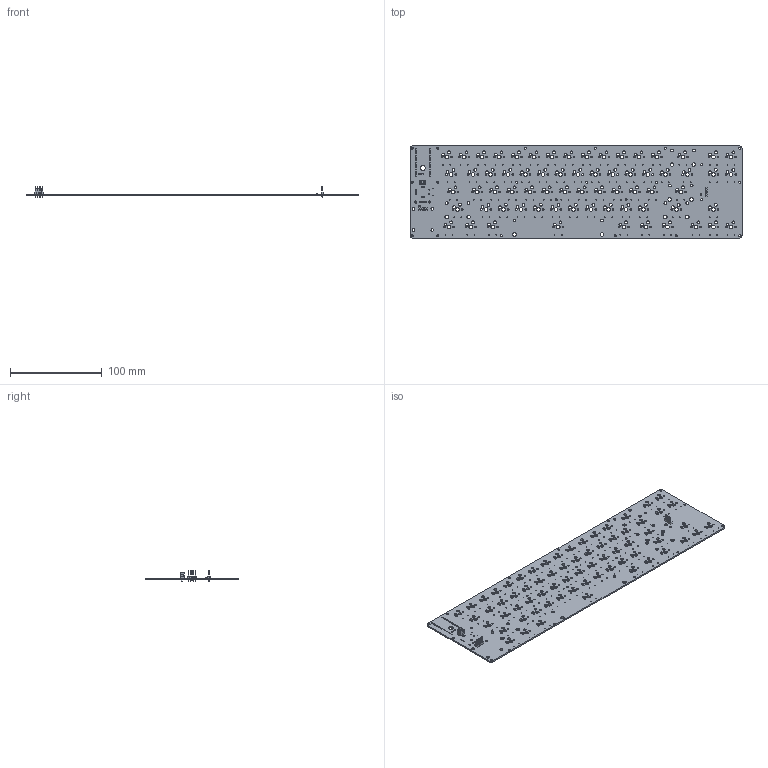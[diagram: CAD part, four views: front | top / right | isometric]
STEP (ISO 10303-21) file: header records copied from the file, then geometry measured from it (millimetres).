
FILE_DESCRIPTION(/* description */ ('KiCad electronic assembly','CAx-IF Rec.Pracs.---Representation and Presentation of Product Manufacturing Information (PMI)---4.0---2014-10-13'),/* implementation_level */ '2;1');
FILE_NAME(/* name */ 'Mainpcb v2.step',/* time_stamp */ '2025-01-16T01:49:56+11:00',/* author */ (''),/* organization */ (''),/* preprocessor_version */ 'ST-DEVELOPER v20',/* originating_system */ 'Autodesk Translation Framework v13.20.0.188',/* authorisation */ '');
FILE_SCHEMA (('AP242_MANAGED_MODEL_BASED_3D_ENGINEERING_MIM_LF { 1 0 10303 442 1 1 4 }'));
Length unit declared in the file: millimetre
Products named in the file (8): Mainpcb 1; JST_PH_B2B-PH-K_1x02_P2.00mm_Vertical; JST_B2B_PH_K; C_0805_2012Metric; C_0805_2012Metric_1; PinHeader_1x04_P2.54mm_Vertical; PinHeader_1x04_P254mm_Vertical; Mainpcb_PCB
Assembly tree (9 placements, depth 3):
  Mainpcb 1
    JST_PH_B2B-PH-K_1x02_P2.00mm_Vertical
      JST_B2B_PH_K
    C_0805_2012Metric  x2
      C_0805_2012Metric_1
    PinHeader_1x04_P2.54mm_Vertical  x2
      PinHeader_1x04_P254mm_Vertical
    Mainpcb_PCB
Bounding box: 361.56 x 100.2 x 11.94 mm (x, y, z)
Volume: 54110.5 mm3; surface area: 75552.7 mm2
Topology: 6 solids, 6 shells, 954 faces, 2685 edges, 1766 vertices
Faces by surface type: cylinder 611, plane 343
Full cylindrical faces by diameter (mm): 0.7 x138, 0.75 x2, 1 x13, 1.092 x29, 1.702 x136, 2.2 x24, 2.8 x4, 3 x136, 3.048 x10, 3.988 x78, 5.3 x1
Entity records: 30417 total; most frequent: DIRECTION 5259, CARTESIAN_POINT 4788, ORIENTED_EDGE 4750, EDGE_CURVE 2375, AXIS2_PLACEMENT_3D 2041, EDGE_LOOP 1995, VERTEX_POINT 1570, CIRCLE 1198
